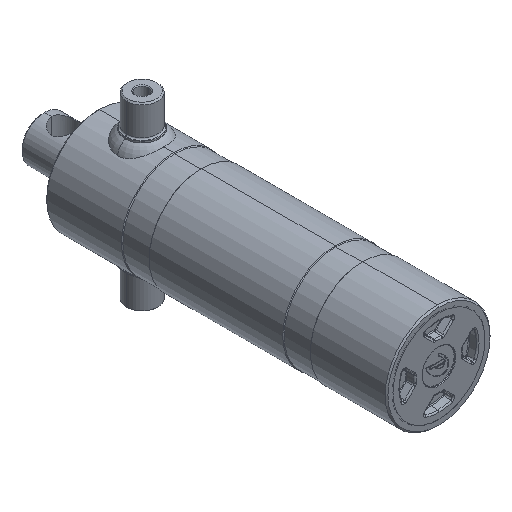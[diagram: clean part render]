
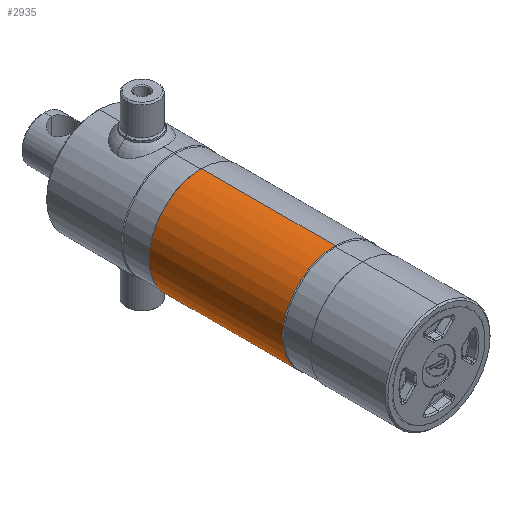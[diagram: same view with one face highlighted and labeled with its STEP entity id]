
A CAD part, isometric view. The second image highlights one B-rep face of the part: STEP entity #2935.
In plain terms, the highlighted cylindrical face has radius 75.75 mm (diameter 151.5 mm), a partial arc.
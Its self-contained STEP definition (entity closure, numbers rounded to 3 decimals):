
#38 = FACE_OUTER_BOUND ( 'NONE', #3386, .T. ) ;
#193 = ORIENTED_EDGE ( 'NONE', *, *, #8651, .T. ) ;
#321 = CARTESIAN_POINT ( 'NONE',  ( 0., 522.61, 75.75 ) ) ;
#616 = EDGE_CURVE ( 'NONE', #8405, #6689, #2825, .T. ) ;
#1674 = CARTESIAN_POINT ( 'NONE',  ( 0., 522.61, 0. ) ) ;
#1794 = DIRECTION ( 'NONE',  ( 0., 1., 0. ) ) ;
#2107 = CARTESIAN_POINT ( 'NONE',  ( 0., 150., 0. ) ) ;
#2190 = CARTESIAN_POINT ( 'NONE',  ( 0., 343., 75.75 ) ) ;
#2229 = CARTESIAN_POINT ( 'NONE',  ( 0., 343., -75.75 ) ) ;
#2537 = CARTESIAN_POINT ( 'NONE',  ( 0., 522.61, -75.75 ) ) ;
#2825 = CIRCLE ( 'NONE', #7624, 75.75 ) ;
#2834 = DIRECTION ( 'NONE',  ( 0., 0., 1. ) ) ;
#2858 = LINE ( 'NONE', #2537, #5063 ) ;
#2935 = ADVANCED_FACE ( 'NONE', ( #38 ), #5445, .T. ) ;
#3134 = DIRECTION ( 'NONE',  ( 0., 1., 0. ) ) ;
#3255 = LINE ( 'NONE', #321, #5226 ) ;
#3386 = EDGE_LOOP ( 'NONE', ( #5225, #193, #4096, #8186 ) ) ;
#3775 = VERTEX_POINT ( 'NONE', #7244 ) ;
#3921 = EDGE_CURVE ( 'NONE', #8867, #6689, #3255, .T. ) ;
#4083 = CARTESIAN_POINT ( 'NONE',  ( 0., 343., 0. ) ) ;
#4096 = ORIENTED_EDGE ( 'NONE', *, *, #3921, .T. ) ;
#5063 = VECTOR ( 'NONE', #6915, 1000. ) ;
#5225 = ORIENTED_EDGE ( 'NONE', *, *, #5229, .F. ) ;
#5226 = VECTOR ( 'NONE', #1794, 1000. ) ;
#5229 = EDGE_CURVE ( 'NONE', #3775, #8405, #2858, .T. ) ;
#5445 = CYLINDRICAL_SURFACE ( 'NONE', #8774, 75.75 ) ;
#6657 = CARTESIAN_POINT ( 'NONE',  ( 0., 150., 75.75 ) ) ;
#6689 = VERTEX_POINT ( 'NONE', #2190 ) ;
#6915 = DIRECTION ( 'NONE',  ( 0., 1., 0. ) ) ;
#7203 = DIRECTION ( 'NONE',  ( 0., 1., 0. ) ) ;
#7204 = CIRCLE ( 'NONE', #8475, 75.75 ) ;
#7244 = CARTESIAN_POINT ( 'NONE',  ( 0., 150., -75.75 ) ) ;
#7624 = AXIS2_PLACEMENT_3D ( 'NONE', #4083, #9171, #8461 ) ;
#8186 = ORIENTED_EDGE ( 'NONE', *, *, #616, .F. ) ;
#8405 = VERTEX_POINT ( 'NONE', #2229 ) ;
#8461 = DIRECTION ( 'NONE',  ( 0., 0., 1. ) ) ;
#8475 = AXIS2_PLACEMENT_3D ( 'NONE', #2107, #7203, #2834 ) ;
#8651 = EDGE_CURVE ( 'NONE', #3775, #8867, #7204, .T. ) ;
#8774 = AXIS2_PLACEMENT_3D ( 'NONE', #1674, #3134, #8954 ) ;
#8867 = VERTEX_POINT ( 'NONE', #6657 ) ;
#8954 = DIRECTION ( 'NONE',  ( 0., 0., 1. ) ) ;
#9171 = DIRECTION ( 'NONE',  ( 0., 1., 0. ) ) ;
